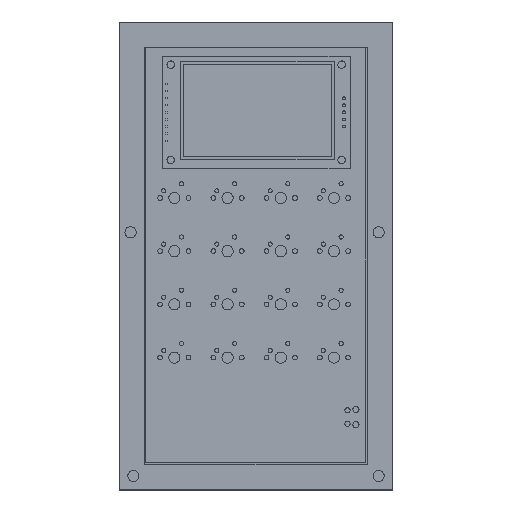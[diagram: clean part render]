
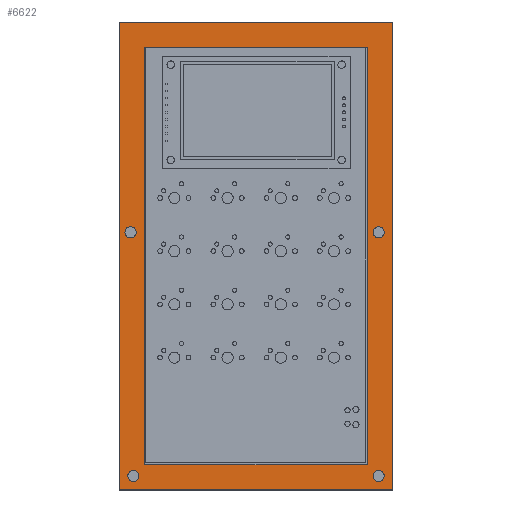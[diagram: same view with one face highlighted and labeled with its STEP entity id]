
A CAD part, top view. The second image highlights one B-rep face of the part: STEP entity #6622.
In plain terms, the highlighted planar face has unit normal (0, 0, 1).
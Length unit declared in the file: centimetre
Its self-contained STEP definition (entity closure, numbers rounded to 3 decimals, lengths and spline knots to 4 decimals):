
#456=CIRCLE('',#7236,0.2);
#458=CIRCLE('',#7240,0.2);
#460=CIRCLE('',#7244,0.2);
#462=CIRCLE('',#7248,0.2);
#714=FACE_BOUND('',#1620,.T.);
#715=FACE_BOUND('',#1621,.T.);
#716=FACE_BOUND('',#1622,.T.);
#717=FACE_BOUND('',#1623,.T.);
#718=FACE_BOUND('',#1624,.T.);
#1045=FACE_OUTER_BOUND('',#1619,.T.);
#1619=EDGE_LOOP('',(#5866,#5867,#5868,#5869));
#1620=EDGE_LOOP('',(#5870));
#1621=EDGE_LOOP('',(#5871));
#1622=EDGE_LOOP('',(#5872));
#1623=EDGE_LOOP('',(#5873));
#1624=EDGE_LOOP('',(#5874,#5875,#5876,#5877));
#2199=LINE('',#10751,#2794);
#2204=LINE('',#10760,#2799);
#2206=LINE('',#10765,#2801);
#2209=LINE('',#10769,#2804);
#2212=LINE('',#10777,#2807);
#2215=LINE('',#10783,#2810);
#2218=LINE('',#10789,#2813);
#2221=LINE('',#10793,#2816);
#2794=VECTOR('',#9011,1.);
#2799=VECTOR('',#9018,1.);
#2801=VECTOR('',#9022,1.);
#2804=VECTOR('',#9027,1.);
#2807=VECTOR('',#9032,1.);
#2810=VECTOR('',#9037,1.);
#2813=VECTOR('',#9042,1.);
#2816=VECTOR('',#9047,1.);
#3341=VERTEX_POINT('',#10718);
#3343=VERTEX_POINT('',#10725);
#3345=VERTEX_POINT('',#10732);
#3347=VERTEX_POINT('',#10739);
#3350=VERTEX_POINT('',#10748);
#3351=VERTEX_POINT('',#10750);
#3354=VERTEX_POINT('',#10758);
#3356=VERTEX_POINT('',#10764);
#3359=VERTEX_POINT('',#10774);
#3360=VERTEX_POINT('',#10776);
#3362=VERTEX_POINT('',#10782);
#3364=VERTEX_POINT('',#10788);
#4169=EDGE_CURVE('',#3341,#3341,#456,.T.);
#4172=EDGE_CURVE('',#3343,#3343,#458,.T.);
#4175=EDGE_CURVE('',#3345,#3345,#460,.T.);
#4178=EDGE_CURVE('',#3347,#3347,#462,.T.);
#4183=EDGE_CURVE('',#3351,#3350,#2199,.T.);
#4188=EDGE_CURVE('',#3350,#3354,#2204,.T.);
#4190=EDGE_CURVE('',#3356,#3351,#2206,.T.);
#4193=EDGE_CURVE('',#3354,#3356,#2209,.T.);
#4196=EDGE_CURVE('',#3360,#3359,#2212,.T.);
#4199=EDGE_CURVE('',#3362,#3360,#2215,.T.);
#4202=EDGE_CURVE('',#3364,#3362,#2218,.T.);
#4205=EDGE_CURVE('',#3359,#3364,#2221,.T.);
#5866=ORIENTED_EDGE('',*,*,#4205,.T.);
#5867=ORIENTED_EDGE('',*,*,#4202,.T.);
#5868=ORIENTED_EDGE('',*,*,#4199,.T.);
#5869=ORIENTED_EDGE('',*,*,#4196,.T.);
#5870=ORIENTED_EDGE('',*,*,#4169,.T.);
#5871=ORIENTED_EDGE('',*,*,#4172,.T.);
#5872=ORIENTED_EDGE('',*,*,#4175,.T.);
#5873=ORIENTED_EDGE('',*,*,#4178,.T.);
#5874=ORIENTED_EDGE('',*,*,#4188,.T.);
#5875=ORIENTED_EDGE('',*,*,#4193,.T.);
#5876=ORIENTED_EDGE('',*,*,#4190,.T.);
#5877=ORIENTED_EDGE('',*,*,#4183,.T.);
#6091=PLANE('',#7259);
#6622=ADVANCED_FACE('',(#1045,#714,#715,#716,#717,#718),#6091,.T.);
#7236=AXIS2_PLACEMENT_3D('',#10719,#8973,#8974);
#7240=AXIS2_PLACEMENT_3D('',#10726,#8982,#8983);
#7244=AXIS2_PLACEMENT_3D('',#10733,#8991,#8992);
#7248=AXIS2_PLACEMENT_3D('',#10740,#9000,#9001);
#7259=AXIS2_PLACEMENT_3D('',#10794,#9048,#9049);
#8973=DIRECTION('center_axis',(0.,0.,-1.));
#8974=DIRECTION('ref_axis',(-1.,0.,0.));
#8982=DIRECTION('center_axis',(0.,0.,-1.));
#8983=DIRECTION('ref_axis',(-1.,0.,0.));
#8991=DIRECTION('center_axis',(0.,0.,-1.));
#8992=DIRECTION('ref_axis',(-1.,0.,0.));
#9000=DIRECTION('center_axis',(0.,0.,-1.));
#9001=DIRECTION('ref_axis',(-1.,0.,0.));
#9011=DIRECTION('',(0.,-1.,0.));
#9018=DIRECTION('',(-1.,0.,0.));
#9022=DIRECTION('',(1.,0.,0.));
#9027=DIRECTION('',(0.,1.,0.));
#9032=DIRECTION('',(0.,-1.,0.));
#9037=DIRECTION('',(-1.,0.,0.));
#9042=DIRECTION('',(0.,1.,0.));
#9047=DIRECTION('',(1.,0.,0.));
#9048=DIRECTION('center_axis',(0.,0.,1.));
#9049=DIRECTION('ref_axis',(1.,0.,0.));
#10718=CARTESIAN_POINT('',(-4.4475,-2.5146,1.3));
#10719=CARTESIAN_POINT('Origin',(-4.6475,-2.5146,1.3));
#10725=CARTESIAN_POINT('',(4.4325,-2.5146,1.3));
#10726=CARTESIAN_POINT('Origin',(4.2325,-2.5146,1.3));
#10732=CARTESIAN_POINT('',(4.4325,-11.2386,1.3));
#10733=CARTESIAN_POINT('Origin',(4.2325,-11.2386,1.3));
#10739=CARTESIAN_POINT('',(-4.3475,-11.2386,1.3));
#10740=CARTESIAN_POINT('Origin',(-4.5475,-11.2386,1.3));
#10748=CARTESIAN_POINT('',(3.8325,-10.8386,1.3));
#10750=CARTESIAN_POINT('',(3.8325,4.1114,1.3));
#10751=CARTESIAN_POINT('',(3.8325,4.1114,1.3));
#10758=CARTESIAN_POINT('',(-4.1475,-10.8386,1.3));
#10760=CARTESIAN_POINT('',(3.8325,-10.8386,1.3));
#10764=CARTESIAN_POINT('',(-4.1475,4.1114,1.3));
#10765=CARTESIAN_POINT('',(-4.1475,4.1114,1.3));
#10769=CARTESIAN_POINT('',(-4.1475,-10.8386,1.3));
#10774=CARTESIAN_POINT('',(-5.0475,-11.7386,1.3));
#10776=CARTESIAN_POINT('',(-5.0475,5.0114,1.3));
#10777=CARTESIAN_POINT('',(-5.0475,-11.7386,1.3));
#10782=CARTESIAN_POINT('',(4.7325,5.0114,1.3));
#10783=CARTESIAN_POINT('',(-5.0475,5.0114,1.3));
#10788=CARTESIAN_POINT('',(4.7325,-11.7386,1.3));
#10789=CARTESIAN_POINT('',(4.7325,5.0114,1.3));
#10793=CARTESIAN_POINT('',(4.7325,-11.7386,1.3));
#10794=CARTESIAN_POINT('Origin',(-0.1575,-3.3636,1.3));
